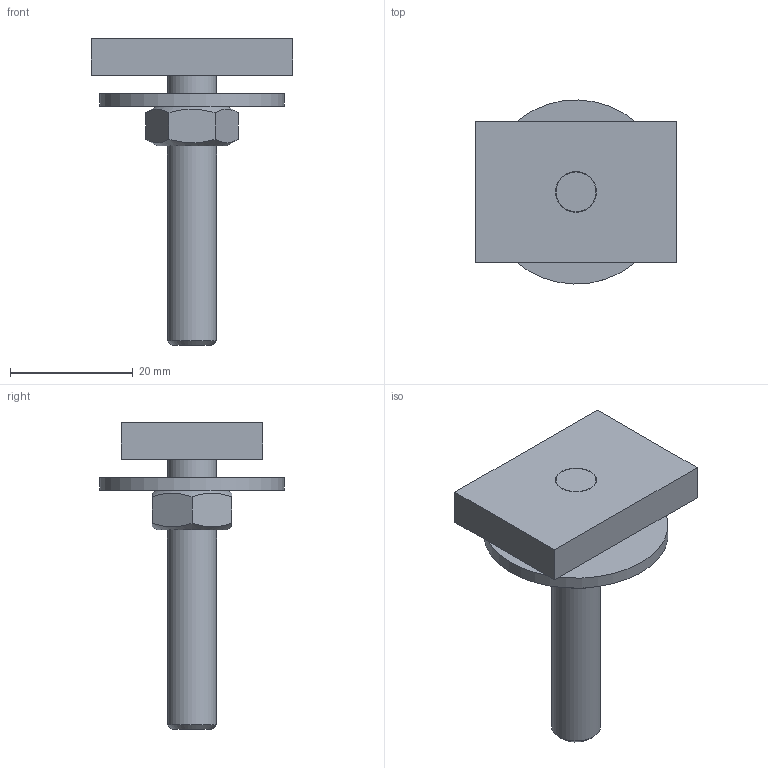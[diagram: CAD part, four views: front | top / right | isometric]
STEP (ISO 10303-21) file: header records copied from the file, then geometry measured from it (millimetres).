
FILE_DESCRIPTION((''),'2;1');
FILE_NAME('115098.stp','2010-08-04T09:31:52',('DMK009'),(''),'Autodesk Inventor 2010','Autodesk Inventor 2010','');
FILE_SCHEMA(('AUTOMOTIVE_DESIGN { 1 0 10303 214 1 1 1 1 }'));
Length unit declared in the file: millimetre
Products named in the file (1): 115098
Bounding box: 32.8 x 29.99 x 50 mm (x, y, z)
Volume: 8624.5 mm3; surface area: 5002.7 mm2
Topology: 1 solids, 1 shells, 29 faces, 62 edges, 41 vertices
Faces by surface type: plane 18, cone 6, cylinder 3, bspline 2
Full cylindrical faces by diameter (mm): 8 x2, 30 x1
Entity records: 743 total; most frequent: CARTESIAN_POINT 170, DIRECTION 106, ORIENTED_EDGE 92, EDGE_CURVE 46, EDGE_LOOP 46, AXIS2_PLACEMENT_3D 44, VERTEX_POINT 36, FACE_OUTER_BOUND 29
